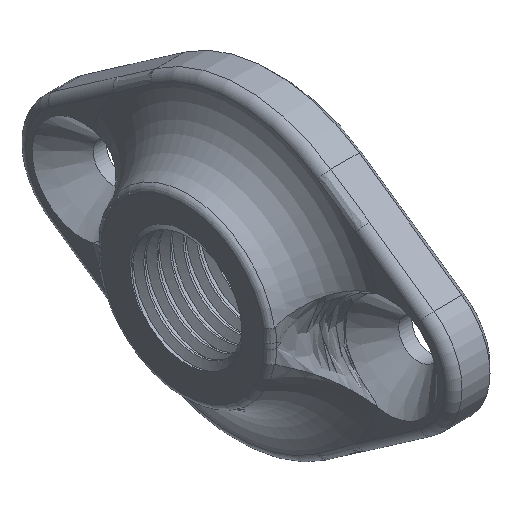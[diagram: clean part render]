
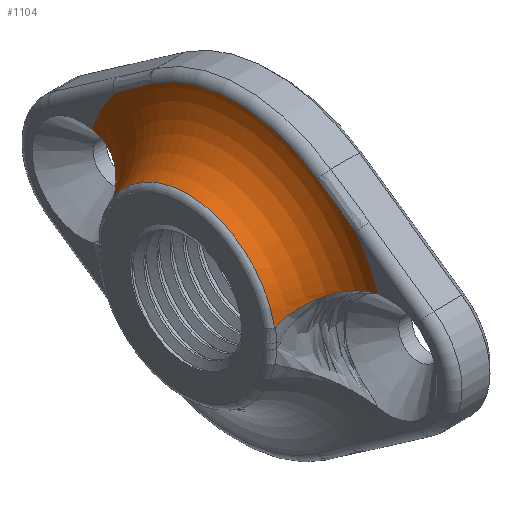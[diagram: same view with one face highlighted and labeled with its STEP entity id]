
A CAD part, isometric view. The second image highlights one B-rep face of the part: STEP entity #1104.
In plain terms, the highlighted toroidal (fillet/blend) face has major radius 17.349 mm and minor radius 7.5 mm.
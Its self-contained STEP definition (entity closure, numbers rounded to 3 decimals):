
#53=TOROIDAL_SURFACE('',#1197,17.348,7.5);
#81=FACE_OUTER_BOUND('',#149,.T.);
#149=EDGE_LOOP('',(#798,#799,#800,#801,#802,#803,#804,#805,#806,#807,#808,
#809));
#202=CIRCLE('',#1182,10.133);
#214=CIRCLE('',#1198,17.348);
#215=CIRCLE('',#1199,16.6);
#216=CIRCLE('',#1200,17.348);
#291=B_SPLINE_CURVE_WITH_KNOTS('',3,(#2430,#2431,#2432,#2433,#2434,#2435,
#2436,#2437,#2438,#2439),.UNSPECIFIED.,.F.,.F.,(4,3,3,4),(0.287,
0.303,0.32,0.324),.UNSPECIFIED.);
#294=B_SPLINE_CURVE_WITH_KNOTS('',3,(#2469,#2470,#2471,#2472,#2473,#2474,
#2475,#2476,#2477,#2478),.UNSPECIFIED.,.F.,.F.,(4,3,3,4),(0.,
0.006,0.008,0.012),
 .UNSPECIFIED.);
#295=B_SPLINE_CURVE_WITH_KNOTS('',3,(#2792,#2793,#2794,#2795,#2796,#2797,
#2798,#2799,#2800,#2801,#2802,#2803,#2804,#2805),.UNSPECIFIED.,.F.,.F.,
(4,2,2,2,2,2,4),(0.135,0.144,0.267,
0.416,0.571,0.658,0.755),
 .UNSPECIFIED.);
#299=B_SPLINE_CURVE_WITH_KNOTS('',3,(#2891,#2892,#2893,#2894,#2895,#2896,
#2897,#2898,#2899,#2900,#2901,#2902,#2903,#2904,#2905,#2906),
 .UNSPECIFIED.,.F.,.F.,(4,2,2,2,2,2,2,4),(0.,0.027,0.142,
0.248,0.449,0.664,0.928,
1.066),.UNSPECIFIED.);
#300=B_SPLINE_CURVE_WITH_KNOTS('',3,(#2908,#2909,#2910,#2911),
 .UNSPECIFIED.,.F.,.F.,(4,4),(1.531,1.543),
 .UNSPECIFIED.);
#301=B_SPLINE_CURVE_WITH_KNOTS('',3,(#2915,#2916,#2917,#2918),
 .UNSPECIFIED.,.F.,.F.,(4,4),(0.613,1.149),
 .UNSPECIFIED.);
#302=B_SPLINE_CURVE_WITH_KNOTS('',3,(#2922,#2923,#2924,#2925),
 .UNSPECIFIED.,.F.,.F.,(4,4),(0.,0.536),
 .UNSPECIFIED.);
#303=B_SPLINE_CURVE_WITH_KNOTS('',3,(#2928,#2929,#2930,#2931),
 .UNSPECIFIED.,.F.,.F.,(4,4),(0.,0.01),.UNSPECIFIED.);
#455=VERTEX_POINT('',#2144);
#456=VERTEX_POINT('',#2145);
#473=VERTEX_POINT('',#2421);
#474=VERTEX_POINT('',#2464);
#475=VERTEX_POINT('',#2791);
#477=VERTEX_POINT('',#2890);
#478=VERTEX_POINT('',#2907);
#479=VERTEX_POINT('',#2912);
#480=VERTEX_POINT('',#2914);
#481=VERTEX_POINT('',#2919);
#482=VERTEX_POINT('',#2921);
#483=VERTEX_POINT('',#2926);
#572=EDGE_CURVE('',#455,#456,#202,.T.);
#596=EDGE_CURVE('',#456,#473,#291,.T.);
#599=EDGE_CURVE('',#474,#455,#294,.T.);
#600=EDGE_CURVE('',#473,#475,#295,.T.);
#604=EDGE_CURVE('',#474,#477,#299,.F.);
#605=EDGE_CURVE('',#478,#477,#300,.F.);
#606=EDGE_CURVE('',#478,#479,#214,.T.);
#607=EDGE_CURVE('',#480,#479,#301,.T.);
#608=EDGE_CURVE('',#481,#480,#215,.T.);
#609=EDGE_CURVE('',#482,#481,#302,.T.);
#610=EDGE_CURVE('',#482,#483,#216,.T.);
#611=EDGE_CURVE('',#483,#475,#303,.T.);
#798=ORIENTED_EDGE('',*,*,#596,.F.);
#799=ORIENTED_EDGE('',*,*,#572,.F.);
#800=ORIENTED_EDGE('',*,*,#599,.F.);
#801=ORIENTED_EDGE('',*,*,#604,.T.);
#802=ORIENTED_EDGE('',*,*,#605,.F.);
#803=ORIENTED_EDGE('',*,*,#606,.T.);
#804=ORIENTED_EDGE('',*,*,#607,.F.);
#805=ORIENTED_EDGE('',*,*,#608,.F.);
#806=ORIENTED_EDGE('',*,*,#609,.F.);
#807=ORIENTED_EDGE('',*,*,#610,.T.);
#808=ORIENTED_EDGE('',*,*,#611,.T.);
#809=ORIENTED_EDGE('',*,*,#600,.F.);
#1104=ADVANCED_FACE('',(#81),#53,.F.);
#1182=AXIS2_PLACEMENT_3D('',#2146,#1327,#1328);
#1197=AXIS2_PLACEMENT_3D('',#2889,#1357,#1358);
#1198=AXIS2_PLACEMENT_3D('',#2913,#1359,#1360);
#1199=AXIS2_PLACEMENT_3D('',#2920,#1361,#1362);
#1200=AXIS2_PLACEMENT_3D('',#2927,#1363,#1364);
#1327=DIRECTION('center_axis',(-1.,0.,0.));
#1328=DIRECTION('ref_axis',(0.,0.,
1.));
#1357=DIRECTION('center_axis',(-1.,0.,0.));
#1358=DIRECTION('ref_axis',(0.,0.797,0.604));
#1359=DIRECTION('center_axis',(-1.,0.,0.));
#1360=DIRECTION('ref_axis',(0.,0.797,0.604));
#1361=DIRECTION('center_axis',(1.,0.,0.));
#1362=DIRECTION('ref_axis',(0.,0.,
1.));
#1363=DIRECTION('center_axis',(-1.,0.,0.));
#1364=DIRECTION('ref_axis',(0.,0.797,0.604));
#2144=CARTESIAN_POINT('',(-9.455,10.029,1.802));
#2145=CARTESIAN_POINT('',(-9.455,29.971,1.802));
#2146=CARTESIAN_POINT('Origin',(-9.455,20.,0.));
#2421=CARTESIAN_POINT('',(-9.345,29.995,1.847));
#2430=CARTESIAN_POINT('Ctrl Pts',(-9.455,29.971,1.802));
#2431=CARTESIAN_POINT('Ctrl Pts',(-9.437,29.976,1.802));
#2432=CARTESIAN_POINT('Ctrl Pts',(-9.42,29.98,1.806));
#2433=CARTESIAN_POINT('Ctrl Pts',(-9.404,29.984,1.813));
#2434=CARTESIAN_POINT('Ctrl Pts',(-9.386,29.988,1.819));
#2435=CARTESIAN_POINT('Ctrl Pts',(-9.37,29.991,1.829));
#2436=CARTESIAN_POINT('Ctrl Pts',(-9.355,29.994,1.84));
#2437=CARTESIAN_POINT('Ctrl Pts',(-9.352,29.994,1.842));
#2438=CARTESIAN_POINT('Ctrl Pts',(-9.348,29.995,1.845));
#2439=CARTESIAN_POINT('Ctrl Pts',(-9.345,29.995,1.847));
#2464=CARTESIAN_POINT('',(-9.345,10.005,1.847));
#2469=CARTESIAN_POINT('Ctrl Pts',(-9.345,10.005,1.847));
#2470=CARTESIAN_POINT('Ctrl Pts',(-9.36,10.007,1.836));
#2471=CARTESIAN_POINT('Ctrl Pts',(-9.376,10.01,1.825));
#2472=CARTESIAN_POINT('Ctrl Pts',(-9.393,10.013,1.817));
#2473=CARTESIAN_POINT('Ctrl Pts',(-9.4,10.015,1.814));
#2474=CARTESIAN_POINT('Ctrl Pts',(-9.407,10.016,1.811));
#2475=CARTESIAN_POINT('Ctrl Pts',(-9.414,10.018,1.809));
#2476=CARTESIAN_POINT('Ctrl Pts',(-9.427,10.021,1.805));
#2477=CARTESIAN_POINT('Ctrl Pts',(-9.441,10.025,1.802));
#2478=CARTESIAN_POINT('Ctrl Pts',(-9.455,10.029,1.802));
#2791=CARTESIAN_POINT('',(-4.001,36.308,5.626));
#2792=CARTESIAN_POINT('Ctrl Pts',(-9.345,29.995,1.847));
#2793=CARTESIAN_POINT('Ctrl Pts',(-9.32,29.999,1.867));
#2794=CARTESIAN_POINT('Ctrl Pts',(-9.295,30.004,1.887));
#2795=CARTESIAN_POINT('Ctrl Pts',(-8.948,30.064,2.148));
#2796=CARTESIAN_POINT('Ctrl Pts',(-8.527,30.167,2.396));
#2797=CARTESIAN_POINT('Ctrl Pts',(-7.501,30.563,2.978));
#2798=CARTESIAN_POINT('Ctrl Pts',(-6.864,30.898,3.325));
#2799=CARTESIAN_POINT('Ctrl Pts',(-5.625,31.93,4.07));
#2800=CARTESIAN_POINT('Ctrl Pts',(-5.098,32.582,4.424));
#2801=CARTESIAN_POINT('Ctrl Pts',(-4.498,33.764,4.915));
#2802=CARTESIAN_POINT('Ctrl Pts',(-4.329,34.214,5.076));
#2803=CARTESIAN_POINT('Ctrl Pts',(-4.078,35.209,5.379));
#2804=CARTESIAN_POINT('Ctrl Pts',(-4.008,35.754,5.516));
#2805=CARTESIAN_POINT('Ctrl Pts',(-4.001,36.308,5.626));
#2889=CARTESIAN_POINT('Origin',(-11.5,20.,0.));
#2890=CARTESIAN_POINT('',(-4.001,3.692,5.626));
#2891=CARTESIAN_POINT('Ctrl Pts',(-4.001,3.692,5.626));
#2892=CARTESIAN_POINT('Ctrl Pts',(-4.002,3.779,5.608));
#2893=CARTESIAN_POINT('Ctrl Pts',(-4.004,3.866,5.59));
#2894=CARTESIAN_POINT('Ctrl Pts',(-4.027,4.328,5.491));
#2895=CARTESIAN_POINT('Ctrl Pts',(-4.075,4.698,5.399));
#2896=CARTESIAN_POINT('Ctrl Pts',(-4.222,5.394,5.199));
#2897=CARTESIAN_POINT('Ctrl Pts',(-4.317,5.719,5.094));
#2898=CARTESIAN_POINT('Ctrl Pts',(-4.661,6.627,4.768));
#2899=CARTESIAN_POINT('Ctrl Pts',(-4.969,7.173,4.528));
#2900=CARTESIAN_POINT('Ctrl Pts',(-5.755,8.181,3.99));
#2901=CARTESIAN_POINT('Ctrl Pts',(-6.238,8.623,3.695));
#2902=CARTESIAN_POINT('Ctrl Pts',(-7.434,9.427,3.007));
#2903=CARTESIAN_POINT('Ctrl Pts',(-8.089,9.688,2.655));
#2904=CARTESIAN_POINT('Ctrl Pts',(-8.885,9.918,2.175));
#2905=CARTESIAN_POINT('Ctrl Pts',(-9.136,9.971,2.013));
#2906=CARTESIAN_POINT('Ctrl Pts',(-9.345,10.005,1.847));
#2907=CARTESIAN_POINT('',(-4.,3.596,5.645));
#2908=CARTESIAN_POINT('Ctrl Pts',(-4.001,3.692,5.626));
#2909=CARTESIAN_POINT('Ctrl Pts',(-4.,3.66,5.632));
#2910=CARTESIAN_POINT('Ctrl Pts',(-4.,3.628,5.638));
#2911=CARTESIAN_POINT('Ctrl Pts',(-4.,3.596,5.645));
#2912=CARTESIAN_POINT('',(-4.,6.174,10.478));
#2913=CARTESIAN_POINT('Origin',(-4.,20.,0.));
#2914=CARTESIAN_POINT('',(-4.037,10.514,13.623));
#2915=CARTESIAN_POINT('Ctrl Pts',(-4.037,10.514,13.623));
#2916=CARTESIAN_POINT('Ctrl Pts',(-4.037,9.039,12.596));
#2917=CARTESIAN_POINT('Ctrl Pts',(-4.,7.588,11.538));
#2918=CARTESIAN_POINT('Ctrl Pts',(-4.,6.174,10.478));
#2919=CARTESIAN_POINT('',(-4.037,29.486,13.623));
#2920=CARTESIAN_POINT('Origin',(-4.037,20.,0.));
#2921=CARTESIAN_POINT('',(-4.,33.826,10.478));
#2922=CARTESIAN_POINT('Ctrl Pts',(-4.,33.826,10.478));
#2923=CARTESIAN_POINT('Ctrl Pts',(-4.,32.412,11.538));
#2924=CARTESIAN_POINT('Ctrl Pts',(-4.037,30.961,12.596));
#2925=CARTESIAN_POINT('Ctrl Pts',(-4.037,29.486,13.623));
#2926=CARTESIAN_POINT('',(-4.,36.404,5.645));
#2927=CARTESIAN_POINT('Origin',(-4.,20.,0.));
#2928=CARTESIAN_POINT('Ctrl Pts',(-4.,36.404,5.645));
#2929=CARTESIAN_POINT('Ctrl Pts',(-4.,36.372,5.638));
#2930=CARTESIAN_POINT('Ctrl Pts',(-4.,36.34,5.632));
#2931=CARTESIAN_POINT('Ctrl Pts',(-4.001,36.308,5.626));
